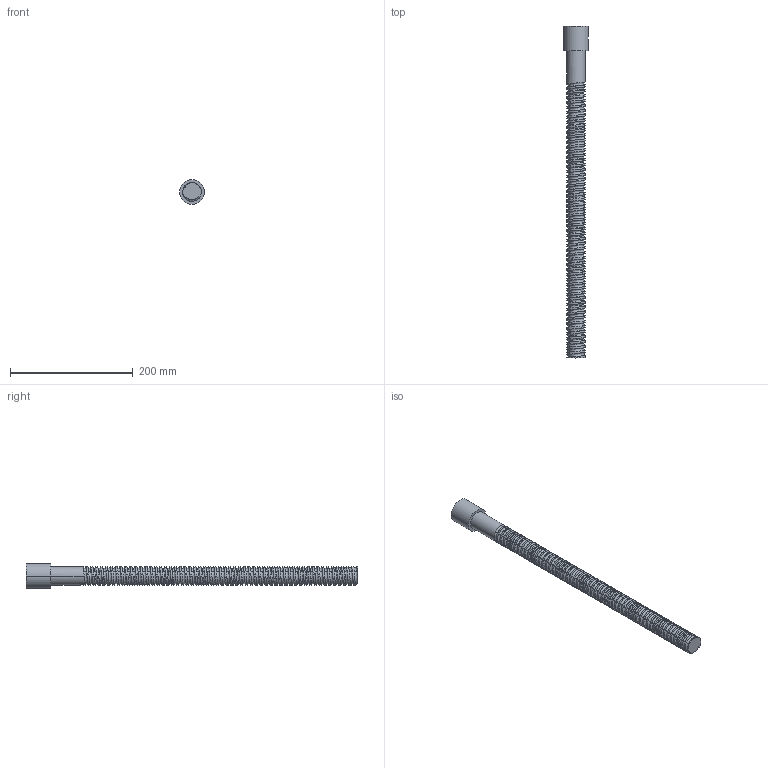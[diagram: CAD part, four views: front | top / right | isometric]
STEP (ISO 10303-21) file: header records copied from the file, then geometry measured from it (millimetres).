
FILE_DESCRIPTION(('CATIA V5 STEP Exchange'),'2;1');
FILE_NAME('lead screw.stp','2021-06-26T14:35:38+00:00',('none'),('none'),'CATIA Version 5 Release 20 GA (IN-10)','CATIA V5 STEP AP203','none');
FILE_SCHEMA(('CONFIG_CONTROL_DESIGN'));
Products named in the file (1): 111
Bounding box: 40 x 540 x 40 mm (x, y, z)
Volume: 342433.6 mm3; surface area: 68018.4 mm2
Topology: 1 solids, 1 shells, 361 faces, 960 edges, 602 vertices
Faces by surface type: bspline 233, cylinder 118, plane 10
Entity records: 35727 total; most frequent: CARTESIAN_POINT 30150, ORIENTED_EDGE 1920, EDGE_CURVE 960, VERTEX_POINT 602, B_SPLINE_CURVE_WITH_KNOTS 470, EDGE_LOOP 364, ADVANCED_FACE 361, FACE_OUTER_BOUND 361
